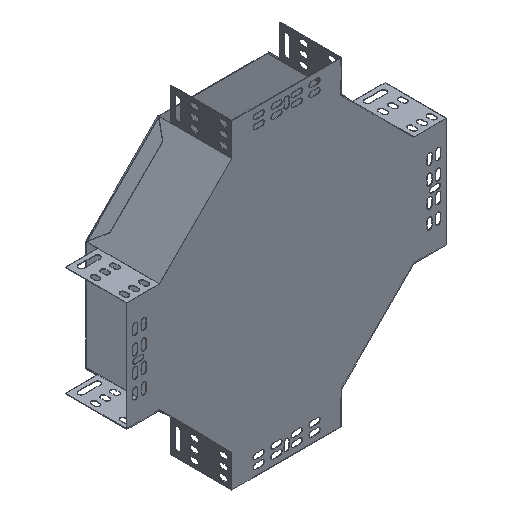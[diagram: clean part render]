
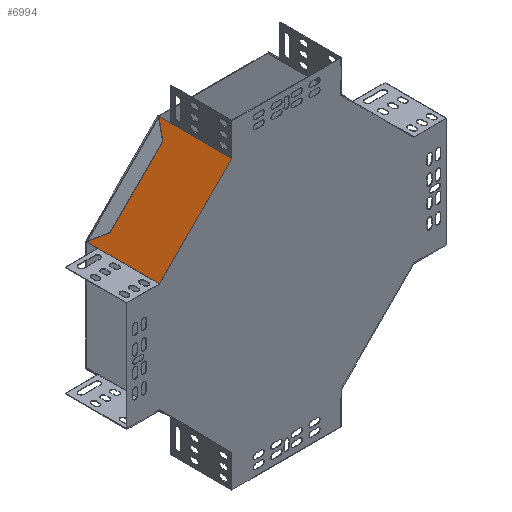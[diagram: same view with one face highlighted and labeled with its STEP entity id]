
A CAD part, isometric view. The second image highlights one B-rep face of the part: STEP entity #6994.
In plain terms, the highlighted planar face has unit normal (-0.707, 0, 0.707).
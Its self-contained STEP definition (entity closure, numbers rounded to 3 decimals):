
#164 = CARTESIAN_POINT ( 'NONE',  ( -66.536, 89.164, 180.85 ) ) ;
#234 = VECTOR ( 'NONE', #5801, 1000. ) ;
#381 = VERTEX_POINT ( 'NONE', #3534 ) ;
#440 = VERTEX_POINT ( 'NONE', #12396 ) ;
#522 = CARTESIAN_POINT ( 'NONE',  ( -167.336, 189.164, 80.05 ) ) ;
#571 = LINE ( 'NONE', #164, #234 ) ;
#810 = VECTOR ( 'NONE', #7563, 1000. ) ;
#1055 = VERTEX_POINT ( 'NONE', #4659 ) ;
#1500 = LINE ( 'NONE', #12643, #810 ) ;
#1995 = CARTESIAN_POINT ( 'NONE',  ( -167.336, 189.164, 80.05 ) ) ;
#2052 = DIRECTION ( 'NONE',  ( 0.707, 0., -0.707 ) ) ;
#2424 = EDGE_CURVE ( 'NONE', #11959, #8204, #8792, .T. ) ;
#2708 = EDGE_CURVE ( 'NONE', #381, #1055, #3019, .T. ) ;
#2783 = EDGE_CURVE ( 'NONE', #8204, #381, #1500, .T. ) ;
#2866 = VECTOR ( 'NONE', #8839, 1000. ) ;
#2922 = EDGE_CURVE ( 'NONE', #1055, #440, #15349, .T. ) ;
#2963 = EDGE_CURVE ( 'NONE', #8383, #11959, #14988, .T. ) ;
#3019 = LINE ( 'NONE', #522, #2866 ) ;
#3534 = CARTESIAN_POINT ( 'NONE',  ( -167.336, 189.164, 80.05 ) ) ;
#4659 = CARTESIAN_POINT ( 'NONE',  ( -167.336, 174.164, 80.05 ) ) ;
#5188 = FACE_OUTER_BOUND ( 'NONE', #9315, .T. ) ;
#5801 = DIRECTION ( 'NONE',  ( -0.707, 0., -0.707 ) ) ;
#6655 = PLANE ( 'NONE',  #11350 ) ;
#6994 = ADVANCED_FACE ( 'NONE', ( #5188 ), #6655, .F. ) ;
#7281 = ORIENTED_EDGE ( 'NONE', *, *, #2708, .T. ) ;
#7363 = ORIENTED_EDGE ( 'NONE', *, *, #2922, .T. ) ;
#7480 = ORIENTED_EDGE ( 'NONE', *, *, #9861, .F. ) ;
#7547 = ORIENTED_EDGE ( 'NONE', *, *, #2963, .T. ) ;
#7563 = DIRECTION ( 'NONE',  ( -0.707, 0., -0.707 ) ) ;
#7600 = ORIENTED_EDGE ( 'NONE', *, *, #2424, .T. ) ;
#7773 = ORIENTED_EDGE ( 'NONE', *, *, #2783, .T. ) ;
#7778 = DIRECTION ( 'NONE',  ( 0., -1., 0. ) ) ;
#8123 = CARTESIAN_POINT ( 'NONE',  ( -67.336, 189.164, 180.05 ) ) ;
#8204 = VERTEX_POINT ( 'NONE', #8123 ) ;
#8383 = VERTEX_POINT ( 'NONE', #14823 ) ;
#8792 = LINE ( 'NONE', #15519, #8991 ) ;
#8839 = DIRECTION ( 'NONE',  ( 0., -1., 0. ) ) ;
#8991 = VECTOR ( 'NONE', #11971, 1000. ) ;
#9315 = EDGE_LOOP ( 'NONE', ( #7281, #7363, #7480, #7547, #7600, #7773 ) ) ;
#9861 = EDGE_CURVE ( 'NONE', #8383, #440, #571, .T. ) ;
#10467 = CARTESIAN_POINT ( 'NONE',  ( -67.336, 189.164, 180.05 ) ) ;
#10586 = DIRECTION ( 'NONE',  ( -0.707, 0., -0.707 ) ) ;
#11350 = AXIS2_PLACEMENT_3D ( 'NONE', #1995, #2052, #10586 ) ;
#11731 = DIRECTION ( 'NONE',  ( 0., 1., 0. ) ) ;
#11959 = VERTEX_POINT ( 'NONE', #15279 ) ;
#11971 = DIRECTION ( 'NONE',  ( 0., 1., 0. ) ) ;
#12396 = CARTESIAN_POINT ( 'NONE',  ( -167.336, 89.164, 80.05 ) ) ;
#12643 = CARTESIAN_POINT ( 'NONE',  ( -167.336, 189.164, 80.05 ) ) ;
#14790 = VECTOR ( 'NONE', #11731, 1000. ) ;
#14823 = CARTESIAN_POINT ( 'NONE',  ( -67.336, 89.164, 180.05 ) ) ;
#14988 = LINE ( 'NONE', #10467, #14790 ) ;
#15173 = VECTOR ( 'NONE', #7778, 1000. ) ;
#15244 = CARTESIAN_POINT ( 'NONE',  ( -167.336, 174.164, 80.05 ) ) ;
#15279 = CARTESIAN_POINT ( 'NONE',  ( -67.336, 174.164, 180.05 ) ) ;
#15349 = LINE ( 'NONE', #15244, #15173 ) ;
#15519 = CARTESIAN_POINT ( 'NONE',  ( -67.336, 189.164, 180.05 ) ) ;
